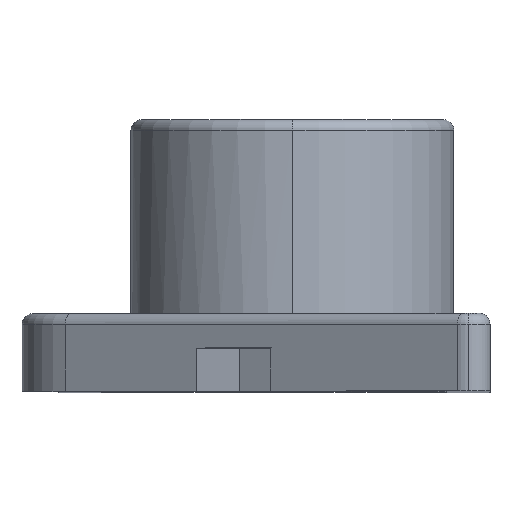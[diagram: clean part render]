
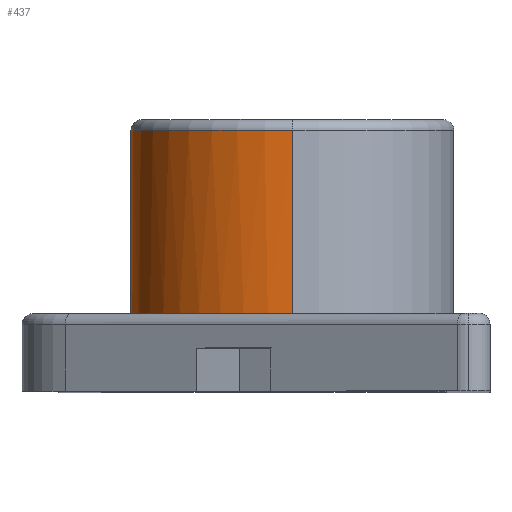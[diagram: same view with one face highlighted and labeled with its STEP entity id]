
A CAD part, top view. The second image highlights one B-rep face of the part: STEP entity #437.
In plain terms, the highlighted cylindrical face has radius 7.5 mm (diameter 15 mm), a partial arc.
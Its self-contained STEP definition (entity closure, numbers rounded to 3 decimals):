
#2 = ORIENTED_EDGE ( 'NONE', *, *, #2640, .T. ) ;
#33 = VERTEX_POINT ( 'NONE', #2029 ) ;
#46 = DIRECTION ( 'NONE',  ( 0., -1., 0. ) ) ;
#111 = CIRCLE ( 'NONE', #262, 7.5 ) ;
#176 = VECTOR ( 'NONE', #705, 1000. ) ;
#262 = AXIS2_PLACEMENT_3D ( 'NONE', #2163, #46, #2570 ) ;
#270 = CIRCLE ( 'NONE', #673, 7.5 ) ;
#277 = CIRCLE ( 'NONE', #677, 7.5 ) ;
#305 = VERTEX_POINT ( 'NONE', #1512 ) ;
#345 = DIRECTION ( 'NONE',  ( 0., 1., 0. ) ) ;
#357 = VERTEX_POINT ( 'NONE', #1787 ) ;
#403 = ORIENTED_EDGE ( 'NONE', *, *, #2180, .T. ) ;
#437 = ADVANCED_FACE ( 'NONE', ( #1112 ), #2054, .T. ) ;
#449 = CARTESIAN_POINT ( 'NONE',  ( 0.85, -31.457, 28.65 ) ) ;
#464 = DIRECTION ( 'NONE',  ( 0., -1., 0. ) ) ;
#586 = EDGE_CURVE ( 'NONE', #357, #635, #111, .T. ) ;
#588 = CARTESIAN_POINT ( 'NONE',  ( 0.85, -31.457, 36.15 ) ) ;
#635 = VERTEX_POINT ( 'NONE', #2130 ) ;
#673 = AXIS2_PLACEMENT_3D ( 'NONE', #1151, #2562, #1290 ) ;
#677 = AXIS2_PLACEMENT_3D ( 'NONE', #2422, #464, #1638 ) ;
#705 = DIRECTION ( 'NONE',  ( 0., 1., 0. ) ) ;
#983 = DIRECTION ( 'NONE',  ( 0., -1., 0. ) ) ;
#1068 = CARTESIAN_POINT ( 'NONE',  ( 0.85, 0., 36.15 ) ) ;
#1112 = FACE_OUTER_BOUND ( 'NONE', #2122, .T. ) ;
#1151 = CARTESIAN_POINT ( 'NONE',  ( 0.85, 0., 28.65 ) ) ;
#1159 = LINE ( 'NONE', #1255, #176 ) ;
#1224 = CARTESIAN_POINT ( 'NONE',  ( 0.85, 8.5, 36.15 ) ) ;
#1255 = CARTESIAN_POINT ( 'NONE',  ( -6.539, -31.457, 27.362 ) ) ;
#1290 = DIRECTION ( 'NONE',  ( 0., 0., 1. ) ) ;
#1372 = ORIENTED_EDGE ( 'NONE', *, *, #1873, .F. ) ;
#1390 = DIRECTION ( 'NONE',  ( 0., 0., 1. ) ) ;
#1437 = ORIENTED_EDGE ( 'NONE', *, *, #586, .F. ) ;
#1452 = CARTESIAN_POINT ( 'NONE',  ( 0.85, 8.5, 28.65 ) ) ;
#1512 = CARTESIAN_POINT ( 'NONE',  ( -6.539, 8.5, 27.362 ) ) ;
#1587 = VERTEX_POINT ( 'NONE', #1068 ) ;
#1638 = DIRECTION ( 'NONE',  ( 0., 0., 1. ) ) ;
#1675 = ORIENTED_EDGE ( 'NONE', *, *, #2911, .F. ) ;
#1699 = AXIS2_PLACEMENT_3D ( 'NONE', #449, #2794, #1390 ) ;
#1787 = CARTESIAN_POINT ( 'NONE',  ( -6.228, 0., 31.13 ) ) ;
#1873 = EDGE_CURVE ( 'NONE', #635, #33, #270, .T. ) ;
#1924 = DIRECTION ( 'NONE',  ( 0., 0., 1. ) ) ;
#2012 = VECTOR ( 'NONE', #345, 1000. ) ;
#2029 = CARTESIAN_POINT ( 'NONE',  ( -6.539, 0., 27.362 ) ) ;
#2054 = CYLINDRICAL_SURFACE ( 'NONE', #1699, 7.5 ) ;
#2122 = EDGE_LOOP ( 'NONE', ( #1675, #2, #403, #2899, #1372, #1437 ) ) ;
#2130 = CARTESIAN_POINT ( 'NONE',  ( -6.329, 0., 30.822 ) ) ;
#2158 = AXIS2_PLACEMENT_3D ( 'NONE', #1452, #983, #1924 ) ;
#2163 = CARTESIAN_POINT ( 'NONE',  ( 0.85, 0., 28.65 ) ) ;
#2180 = EDGE_CURVE ( 'NONE', #2475, #305, #2392, .T. ) ;
#2392 = CIRCLE ( 'NONE', #2158, 7.5 ) ;
#2422 = CARTESIAN_POINT ( 'NONE',  ( 0.85, 0., 28.65 ) ) ;
#2475 = VERTEX_POINT ( 'NONE', #1224 ) ;
#2562 = DIRECTION ( 'NONE',  ( 0., -1., 0. ) ) ;
#2570 = DIRECTION ( 'NONE',  ( 0., 0., 1. ) ) ;
#2640 = EDGE_CURVE ( 'NONE', #1587, #2475, #2696, .T. ) ;
#2696 = LINE ( 'NONE', #588, #2012 ) ;
#2794 = DIRECTION ( 'NONE',  ( 0., 1., 0. ) ) ;
#2871 = EDGE_CURVE ( 'NONE', #33, #305, #1159, .T. ) ;
#2899 = ORIENTED_EDGE ( 'NONE', *, *, #2871, .F. ) ;
#2911 = EDGE_CURVE ( 'NONE', #1587, #357, #277, .T. ) ;
